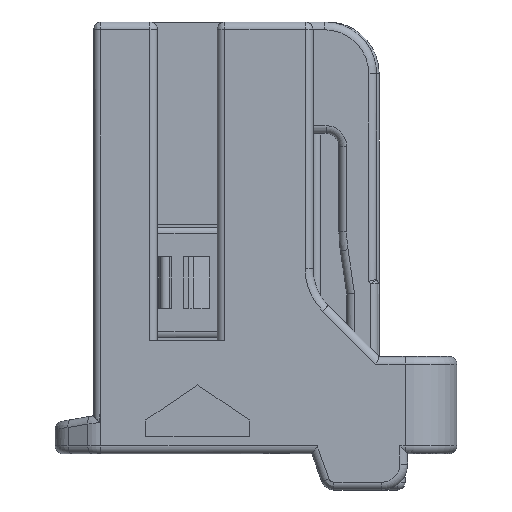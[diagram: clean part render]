
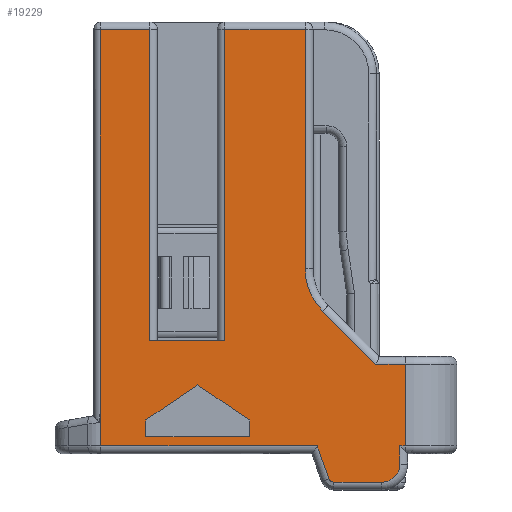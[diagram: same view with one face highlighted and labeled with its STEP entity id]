
A CAD part, left-side view. The second image highlights one B-rep face of the part: STEP entity #19229.
In plain terms, the highlighted planar face has unit normal (-1, 0, 0).
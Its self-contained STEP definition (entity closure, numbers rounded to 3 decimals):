
#2589=CARTESIAN_POINT('',(-2.2,-4.125,-9.522));
#2590=DIRECTION('',(1.,0.,0.));
#2591=DIRECTION('',(0.,0.707,-0.707));
#2592=AXIS2_PLACEMENT_3D('',#2589,#2590,#2591);
#2604=DIRECTION('',(0.,0.707,0.707));
#2605=VECTOR('',#2604,2.902);
#2606=CARTESIAN_POINT('',(-2.2,-4.551,-13.2));
#2607=LINE('',#2606,#2605);
#3348=DIRECTION('',(0.,0.,1.));
#3349=VECTOR('',#3348,9.222);
#3350=CARTESIAN_POINT('',(-2.2,-1.825,-9.522));
#3351=LINE('',#3350,#3349);
#3352=DIRECTION('',(0.,-1.,0.));
#3353=VECTOR('',#3352,1.124);
#3354=CARTESIAN_POINT('',(-2.2,-4.551,-13.2));
#3355=LINE('',#3354,#3353);
#3356=DIRECTION('',(0.,0.,1.));
#3357=VECTOR('',#3356,3.15);
#3358=CARTESIAN_POINT('',(-2.2,-5.675,-16.35));
#3359=LINE('',#3358,#3357);
#3360=DIRECTION('',(0.,1.,0.));
#3361=VECTOR('',#3360,0.2);
#3362=CARTESIAN_POINT('',(-2.2,-5.675,-16.35));
#3363=LINE('',#3362,#3361);
#3364=CARTESIAN_POINT('',(-2.2,-4.775,-17.05));
#3365=DIRECTION('',(-1.,0.,0.));
#3366=DIRECTION('',(0.,0.,-1.));
#3367=AXIS2_PLACEMENT_3D('',#3364,#3365,#3366);
#3369=DIRECTION('',(0.,-1.,0.));
#3370=VECTOR('',#3369,1.848);
#3371=CARTESIAN_POINT('',(-2.2,-2.927,-17.75));
#3372=LINE('',#3371,#3370);
#3373=CARTESIAN_POINT('',(-2.2,-2.927,-17.55));
#3374=DIRECTION('',(-1.,0.,0.));
#3375=DIRECTION('',(0.,0.942,-0.336));
#3376=AXIS2_PLACEMENT_3D('',#3373,#3374,#3375);
#3378=DIRECTION('',(0.,-0.336,-0.942));
#3379=VECTOR('',#3378,1.346);
#3380=CARTESIAN_POINT('',(-2.2,-2.286,-16.35));
#3381=LINE('',#3380,#3379);
#3382=DIRECTION('',(0.,-1.,0.));
#3383=VECTOR('',#3382,8.343);
#3384=CARTESIAN_POINT('',(-2.2,6.057,-16.35));
#3385=LINE('',#3384,#3383);
#3386=DIRECTION('',(0.,0.,-1.));
#3387=VECTOR('',#3386,1.212);
#3388=CARTESIAN_POINT('',(-2.2,6.057,-15.138));
#3389=LINE('',#3388,#3387);
#3390=DIRECTION('',(0.,0.,1.));
#3391=VECTOR('',#3390,14.841);
#3392=CARTESIAN_POINT('',(-2.2,6.075,
-15.141));
#3393=LINE('',#3392,#3391);
#3394=DIRECTION('',(0.,1.,0.));
#3395=VECTOR('',#3394,1.9);
#3396=CARTESIAN_POINT('',(-2.2,4.175,-0.3));
#3397=LINE('',#3396,#3395);
#3398=DIRECTION('',(0.,0.,1.));
#3399=VECTOR('',#3398,12.);
#3400=CARTESIAN_POINT('',(-2.2,4.175,-12.3));
#3401=LINE('',#3400,#3399);
#3402=DIRECTION('',(0.,0.,-1.));
#3403=VECTOR('',#3402,12.);
#3404=CARTESIAN_POINT('',(-2.2,1.275,-0.3));
#3405=LINE('',#3404,#3403);
#3406=DIRECTION('',(0.,1.,0.));
#3407=VECTOR('',#3406,3.1);
#3408=CARTESIAN_POINT('',(-2.2,-1.825,-0.3));
#3409=LINE('',#3408,#3407);
#3410=DIRECTION('',(0.,0.829,0.559));
#3411=VECTOR('',#3410,2.413);
#3412=CARTESIAN_POINT('',(-2.2,0.325,-15.35));
#3413=LINE('',#3412,#3411);
#3414=DIRECTION('',(0.,0.829,-0.559));
#3415=VECTOR('',#3414,2.413);
#3416=CARTESIAN_POINT('',(-2.2,2.325,-14.));
#3417=LINE('',#3416,#3415);
#3418=DIRECTION('',(0.,0.,-1.));
#3419=VECTOR('',#3418,0.65);
#3420=CARTESIAN_POINT('',(-2.2,4.325,-15.35));
#3421=LINE('',#3420,#3419);
#3422=DIRECTION('',(0.,-1.,0.));
#3423=VECTOR('',#3422,4.);
#3424=CARTESIAN_POINT('',(-2.2,4.325,-16.));
#3425=LINE('',#3424,#3423);
#3426=DIRECTION('',(0.,0.,1.));
#3427=VECTOR('',#3426,0.65);
#3428=CARTESIAN_POINT('',(-2.2,0.325,-16.));
#3429=LINE('',#3428,#3427);
#3925=DIRECTION('',(0.,0.,1.));
#3926=VECTOR('',#3925,0.7);
#3927=CARTESIAN_POINT('',(-2.2,-5.475,-17.05));
#3928=LINE('',#3927,#3926);
#4219=CARTESIAN_POINT('',(-2.2,6.075,
-15.141));
#4220=CARTESIAN_POINT('',(-2.2,6.072,
-15.141));
#4221=CARTESIAN_POINT('',(-2.2,6.066,
-15.14));
#4222=CARTESIAN_POINT('',(-2.2,6.06,-15.139));
#4223=CARTESIAN_POINT('',(-2.2,6.057,-15.138));
#6606=DIRECTION('',(0.,1.,0.));
#6607=VECTOR('',#6606,2.9);
#6608=CARTESIAN_POINT('',(-2.2,1.275,-12.3));
#6609=LINE('',#6608,#6607);
#11400=CARTESIAN_POINT('',(-2.2,6.075,
-15.141));
#11401=CARTESIAN_POINT('',(-2.2,6.075,-0.3));
#11402=VERTEX_POINT('',#11400);
#11403=VERTEX_POINT('',#11401);
#12814=CARTESIAN_POINT('',(-2.2,4.175,-12.3));
#12815=CARTESIAN_POINT('',(-2.2,4.175,-0.3));
#12816=VERTEX_POINT('',#12814);
#12817=VERTEX_POINT('',#12815);
#12824=CARTESIAN_POINT('',(-2.2,1.275,-0.3));
#12825=CARTESIAN_POINT('',(-2.2,1.275,-12.3));
#12826=VERTEX_POINT('',#12824);
#12827=VERTEX_POINT('',#12825);
#13030=CARTESIAN_POINT('',(-2.2,-1.825,-0.3));
#13031=VERTEX_POINT('',#13030);
#13058=CARTESIAN_POINT('',(-2.2,-5.675,-13.2));
#13059=VERTEX_POINT('',#13058);
#13062=CARTESIAN_POINT('',(-2.2,-4.551,-13.2));
#13063=VERTEX_POINT('',#13062);
#13094=CARTESIAN_POINT('',(-2.2,6.057,-16.35));
#13095=VERTEX_POINT('',#13094);
#13098=CARTESIAN_POINT('',(-2.2,-2.286,-16.35));
#13099=VERTEX_POINT('',#13098);
#13100=CARTESIAN_POINT('',(-2.2,6.057,-15.138));
#13101=VERTEX_POINT('',#13100);
#13168=CARTESIAN_POINT('',(-2.2,-2.739,-17.617));
#13169=VERTEX_POINT('',#13168);
#13172=CARTESIAN_POINT('',(-2.2,-2.927,-17.75));
#13173=VERTEX_POINT('',#13172);
#13176=CARTESIAN_POINT('',(-2.2,-4.775,-17.75));
#13177=VERTEX_POINT('',#13176);
#13180=CARTESIAN_POINT('',(-2.2,-5.475,-17.05));
#13181=VERTEX_POINT('',#13180);
#13958=CARTESIAN_POINT('',(-2.2,-5.675,-16.35));
#13960=VERTEX_POINT('',#13958);
#14003=CARTESIAN_POINT('',(-2.2,-5.475,-16.35));
#14004=VERTEX_POINT('',#14003);
#14115=CARTESIAN_POINT('',(-2.2,-2.499,-11.148));
#14116=VERTEX_POINT('',#14115);
#14117=CARTESIAN_POINT('',(-2.2,-1.825,-9.522));
#14118=VERTEX_POINT('',#14117);
#14130=CARTESIAN_POINT('',(-2.2,0.325,-15.35));
#14131=CARTESIAN_POINT('',(-2.2,2.325,-14.));
#14132=VERTEX_POINT('',#14130);
#14133=VERTEX_POINT('',#14131);
#14134=CARTESIAN_POINT('',(-2.2,4.325,-15.35));
#14135=VERTEX_POINT('',#14134);
#14136=CARTESIAN_POINT('',(-2.2,4.325,-16.));
#14137=VERTEX_POINT('',#14136);
#14138=CARTESIAN_POINT('',(-2.2,0.325,-16.));
#14139=VERTEX_POINT('',#14138);
#19175=CARTESIAN_POINT('',(-2.2,-2.125,-16.65));
#19176=DIRECTION('',(-1.,0.,0.));
#19177=DIRECTION('',(0.,1.,0.));
#19178=AXIS2_PLACEMENT_3D('',#19175,#19176,#19177);
#19179=PLANE('',#19178);
#19180=ORIENTED_EDGE('',*,*,#18374,.F.);
#19181=ORIENTED_EDGE('',*,*,#18388,.F.);
#19182=ORIENTED_EDGE('',*,*,#18404,.F.);
#19183=ORIENTED_EDGE('',*,*,#18418,.T.);
#19185=ORIENTED_EDGE('',*,*,#19184,.F.);
#19187=ORIENTED_EDGE('',*,*,#19186,.T.);
#19189=ORIENTED_EDGE('',*,*,#19188,.F.);
#19191=ORIENTED_EDGE('',*,*,#19190,.F.);
#19193=ORIENTED_EDGE('',*,*,#19192,.F.);
#19194=ORIENTED_EDGE('',*,*,#19165,.F.);
#19196=ORIENTED_EDGE('',*,*,#19195,.F.);
#19198=ORIENTED_EDGE('',*,*,#19197,.F.);
#19200=ORIENTED_EDGE('',*,*,#19199,.F.);
#19202=ORIENTED_EDGE('',*,*,#19201,.F.);
#19204=ORIENTED_EDGE('',*,*,#19203,.T.);
#19206=ORIENTED_EDGE('',*,*,#19205,.F.);
#19208=ORIENTED_EDGE('',*,*,#19207,.F.);
#19210=ORIENTED_EDGE('',*,*,#19209,.F.);
#19212=ORIENTED_EDGE('',*,*,#19211,.F.);
#19214=ORIENTED_EDGE('',*,*,#19213,.F.);
#19215=EDGE_LOOP('',(#19180,#19181,#19182,#19183,#19185,#19187,#19189,#19191,
#19193,#19194,#19196,#19198,#19200,#19202,#19204,#19206,#19208,#19210,#19212,
#19214));
#19216=FACE_OUTER_BOUND('',#19215,.F.);
#19218=ORIENTED_EDGE('',*,*,#19217,.T.);
#19220=ORIENTED_EDGE('',*,*,#19219,.T.);
#19222=ORIENTED_EDGE('',*,*,#19221,.T.);
#19224=ORIENTED_EDGE('',*,*,#19223,.T.);
#19226=ORIENTED_EDGE('',*,*,#19225,.T.);
#19227=EDGE_LOOP('',(#19218,#19220,#19222,#19224,#19226));
#19228=FACE_BOUND('',#19227,.F.);
#19229=ADVANCED_FACE('',(#19216,#19228),#19179,.T.);
#2593=CIRCLE('',#2592,2.3);
#3368=CIRCLE('',#3367,0.7);
#3377=CIRCLE('',#3376,0.2);
#4224=B_SPLINE_CURVE_WITH_KNOTS('',3,(#4219,#4220,#4221,#4222,#4223),
.UNSPECIFIED.,.F.,.F.,(4,1,4),(0.,0.5,1.),.UNSPECIFIED.);
#18374=EDGE_CURVE('',#14118,#13031,#3351,.T.);
#18388=EDGE_CURVE('',#14116,#14118,#2593,.T.);
#18404=EDGE_CURVE('',#13063,#14116,#2607,.T.);
#18418=EDGE_CURVE('',#13063,#13059,#3355,.T.);
#19165=EDGE_CURVE('',#13169,#13173,#3377,.T.);
#19184=EDGE_CURVE('',#13960,#13059,#3359,.T.);
#19186=EDGE_CURVE('',#13960,#14004,#3363,.T.);
#19188=EDGE_CURVE('',#13181,#14004,#3928,.T.);
#19190=EDGE_CURVE('',#13177,#13181,#3368,.T.);
#19192=EDGE_CURVE('',#13173,#13177,#3372,.T.);
#19195=EDGE_CURVE('',#13099,#13169,#3381,.T.);
#19197=EDGE_CURVE('',#13095,#13099,#3385,.T.);
#19199=EDGE_CURVE('',#13101,#13095,#3389,.T.);
#19201=EDGE_CURVE('',#11402,#13101,#4224,.T.);
#19203=EDGE_CURVE('',#11402,#11403,#3393,.T.);
#19205=EDGE_CURVE('',#12817,#11403,#3397,.T.);
#19207=EDGE_CURVE('',#12816,#12817,#3401,.T.);
#19209=EDGE_CURVE('',#12827,#12816,#6609,.T.);
#19211=EDGE_CURVE('',#12826,#12827,#3405,.T.);
#19213=EDGE_CURVE('',#13031,#12826,#3409,.T.);
#19217=EDGE_CURVE('',#14132,#14133,#3413,.T.);
#19219=EDGE_CURVE('',#14133,#14135,#3417,.T.);
#19221=EDGE_CURVE('',#14135,#14137,#3421,.T.);
#19223=EDGE_CURVE('',#14137,#14139,#3425,.T.);
#19225=EDGE_CURVE('',#14139,#14132,#3429,.T.);
